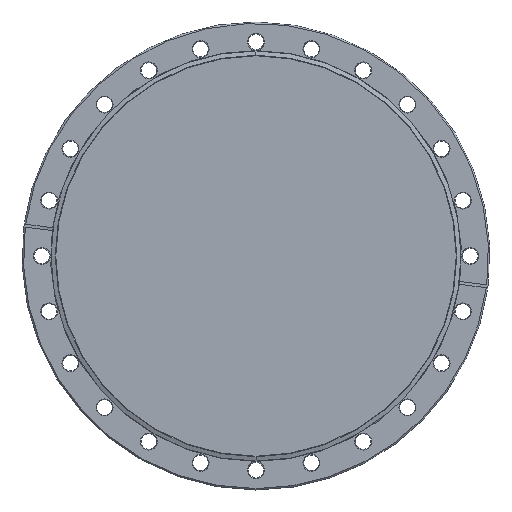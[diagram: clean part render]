
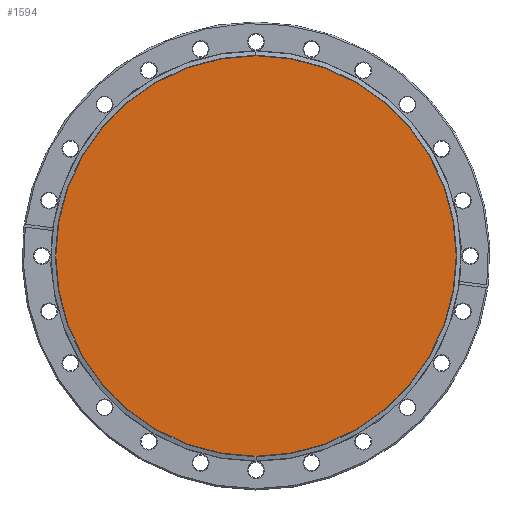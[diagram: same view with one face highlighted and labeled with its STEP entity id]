
A CAD part, left-side view. The second image highlights one B-rep face of the part: STEP entity #1594.
In plain terms, the highlighted planar face has unit normal (-1, 0, 0).
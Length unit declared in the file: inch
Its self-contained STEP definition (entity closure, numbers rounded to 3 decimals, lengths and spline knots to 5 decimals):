
#4 = FACE_OUTER_BOUND ( 'NONE', #2575, .T. ) ;
#242 = DIRECTION ( 'NONE',  ( 0., 0., -1. ) ) ;
#386 = CIRCLE ( 'NONE', #3341, 4.265 ) ;
#640 = DIRECTION ( 'NONE',  ( 0., 0., -1. ) ) ;
#767 = CIRCLE ( 'NONE', #3989, 4.265 ) ;
#844 = PLANE ( 'NONE',  #2702 ) ;
#991 = CARTESIAN_POINT ( 'NONE',  ( 0.051, 0., -4.265 ) ) ;
#1016 = CARTESIAN_POINT ( 'NONE',  ( 0.051, 0., 0. ) ) ;
#1114 = ORIENTED_EDGE ( 'NONE', *, *, #4246, .T. ) ;
#1594 = ADVANCED_FACE ( 'NONE', ( #4 ), #844, .F. ) ;
#1763 = DIRECTION ( 'NONE',  ( 0., 0., -1. ) ) ;
#1973 = CARTESIAN_POINT ( 'NONE',  ( 0.051, 0., 0. ) ) ;
#2055 = VERTEX_POINT ( 'NONE', #2721 ) ;
#2575 = EDGE_LOOP ( 'NONE', ( #1114, #3020 ) ) ;
#2702 = AXIS2_PLACEMENT_3D ( 'NONE', #3127, #3038, #1763 ) ;
#2721 = CARTESIAN_POINT ( 'NONE',  ( 0.051, 0., 4.265 ) ) ;
#3020 = ORIENTED_EDGE ( 'NONE', *, *, #4967, .T. ) ;
#3038 = DIRECTION ( 'NONE',  ( 1., 0., 0. ) ) ;
#3127 = CARTESIAN_POINT ( 'NONE',  ( 0.051, 4.27, 0. ) ) ;
#3305 = DIRECTION ( 'NONE',  ( -1., 0., 0. ) ) ;
#3341 = AXIS2_PLACEMENT_3D ( 'NONE', #1016, #3305, #242 ) ;
#3637 = VERTEX_POINT ( 'NONE', #991 ) ;
#3989 = AXIS2_PLACEMENT_3D ( 'NONE', #1973, #5498, #640 ) ;
#4246 = EDGE_CURVE ( 'NONE', #3637, #2055, #386, .T. ) ;
#4967 = EDGE_CURVE ( 'NONE', #2055, #3637, #767, .T. ) ;
#5498 = DIRECTION ( 'NONE',  ( -1., 0., 0. ) ) ;
